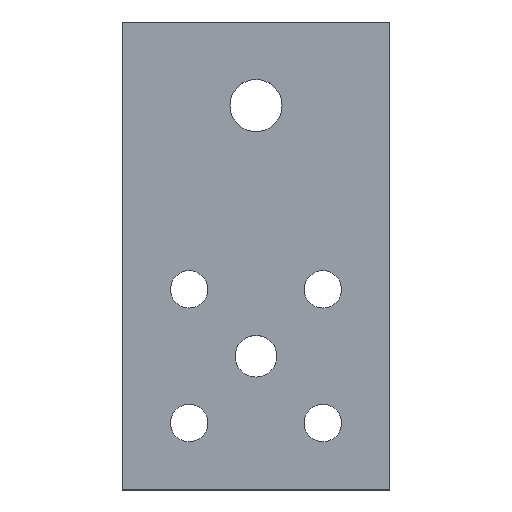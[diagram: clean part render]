
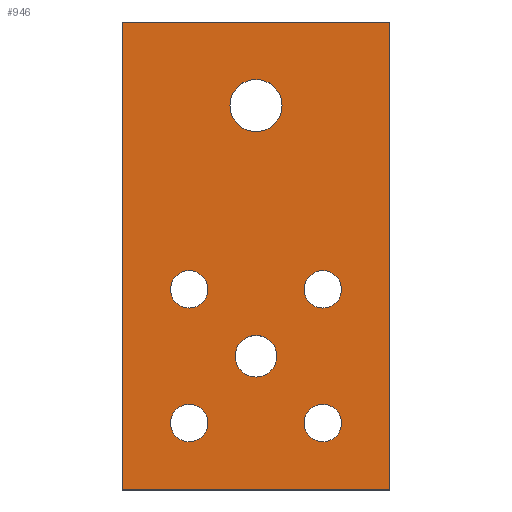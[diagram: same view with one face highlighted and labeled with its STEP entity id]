
A CAD part, top view. The second image highlights one B-rep face of the part: STEP entity #946.
In plain terms, the highlighted planar face has unit normal (0, 0, 1).
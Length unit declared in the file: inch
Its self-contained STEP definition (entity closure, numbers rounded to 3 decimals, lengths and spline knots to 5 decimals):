
#78=CARTESIAN_POINT('',(0.695,2.375,0.));
#79=VERTEX_POINT('',#78);
#95=CARTESIAN_POINT('',(0.305,2.375,0.));
#96=VERTEX_POINT('',#95);
#103=CARTESIAN_POINT('',(0.5,2.375,0.));
#104=DIRECTION('',(0.0,0.0,-1.0));
#105=DIRECTION('',(1.0,0.0,0.0));
#106=AXIS2_PLACEMENT_3D('',#103,#104,#105);
#107=CIRCLE('',#106,0.195);
#108=EDGE_CURVE('',#79,#96,#107,.T.);
#118=CARTESIAN_POINT('',(0.656,0.5,0.));
#119=VERTEX_POINT('',#118);
#128=CARTESIAN_POINT('',(0.344,0.5,0.));
#129=VERTEX_POINT('',#128);
#130=CARTESIAN_POINT('',(0.5,0.5,0.));
#131=DIRECTION('',(0.0,0.0,-1.0));
#132=DIRECTION('',(1.0,0.0,0.0));
#133=AXIS2_PLACEMENT_3D('',#130,#131,#132);
#134=CIRCLE('',#133,0.156);
#135=EDGE_CURVE('',#129,#119,#134,.T.);
#162=CARTESIAN_POINT('',(0.14,0.0,0.));
#163=VERTEX_POINT('',#162);
#179=CARTESIAN_POINT('',(-0.14,0.,0.));
#180=VERTEX_POINT('',#179);
#187=CARTESIAN_POINT('',(0.0,0.0,0.0));
#188=DIRECTION('',(0.0,0.0,-1.0));
#189=DIRECTION('',(1.0,0.0,0.0));
#190=AXIS2_PLACEMENT_3D('',#187,#188,#189);
#191=CIRCLE('',#190,0.14);
#192=EDGE_CURVE('',#163,#180,#191,.T.);
#246=CARTESIAN_POINT('',(0.14,1.0,0.));
#247=VERTEX_POINT('',#246);
#263=CARTESIAN_POINT('',(-0.14,1.0,0.));
#264=VERTEX_POINT('',#263);
#271=CARTESIAN_POINT('',(0.,1.0,0.));
#272=DIRECTION('',(0.0,0.0,-1.0));
#273=DIRECTION('',(1.0,0.0,0.0));
#274=AXIS2_PLACEMENT_3D('',#271,#272,#273);
#275=CIRCLE('',#274,0.14);
#276=EDGE_CURVE('',#247,#264,#275,.T.);
#330=CARTESIAN_POINT('',(1.14,1.0,0.));
#331=VERTEX_POINT('',#330);
#347=CARTESIAN_POINT('',(0.86,1.0,0.));
#348=VERTEX_POINT('',#347);
#355=CARTESIAN_POINT('',(1.0,1.0,0.));
#356=DIRECTION('',(0.0,0.0,-1.0));
#357=DIRECTION('',(1.0,0.0,0.0));
#358=AXIS2_PLACEMENT_3D('',#355,#356,#357);
#359=CIRCLE('',#358,0.14);
#360=EDGE_CURVE('',#331,#348,#359,.T.);
#414=CARTESIAN_POINT('',(1.14,0.0,0.));
#415=VERTEX_POINT('',#414);
#431=CARTESIAN_POINT('',(0.86,0.,0.));
#432=VERTEX_POINT('',#431);
#439=CARTESIAN_POINT('',(1.0,0.0,0.));
#440=DIRECTION('',(0.0,0.0,-1.0));
#441=DIRECTION('',(1.0,0.0,0.0));
#442=AXIS2_PLACEMENT_3D('',#439,#440,#441);
#443=CIRCLE('',#442,0.14);
#444=EDGE_CURVE('',#415,#432,#443,.T.);
#541=CARTESIAN_POINT('',(1.0,0.0,0.));
#542=DIRECTION('',(0.0,0.0,-1.0));
#543=DIRECTION('',(1.0,0.0,0.0));
#544=AXIS2_PLACEMENT_3D('',#541,#542,#543);
#545=CIRCLE('',#544,0.14);
#546=EDGE_CURVE('',#432,#415,#545,.T.);
#603=CARTESIAN_POINT('',(1.0,1.0,0.));
#604=DIRECTION('',(0.0,0.0,-1.0));
#605=DIRECTION('',(1.0,0.0,0.0));
#606=AXIS2_PLACEMENT_3D('',#603,#604,#605);
#607=CIRCLE('',#606,0.14);
#608=EDGE_CURVE('',#348,#331,#607,.T.);
#665=CARTESIAN_POINT('',(0.,1.0,0.));
#666=DIRECTION('',(0.0,0.0,-1.0));
#667=DIRECTION('',(1.0,0.0,0.0));
#668=AXIS2_PLACEMENT_3D('',#665,#666,#667);
#669=CIRCLE('',#668,0.14);
#670=EDGE_CURVE('',#264,#247,#669,.T.);
#727=CARTESIAN_POINT('',(0.0,0.0,0.0));
#728=DIRECTION('',(0.0,0.0,-1.0));
#729=DIRECTION('',(1.0,0.0,0.0));
#730=AXIS2_PLACEMENT_3D('',#727,#728,#729);
#731=CIRCLE('',#730,0.14);
#732=EDGE_CURVE('',#180,#163,#731,.T.);
#753=CARTESIAN_POINT('',(0.5,0.5,0.));
#754=DIRECTION('',(0.0,0.0,-1.0));
#755=DIRECTION('',(1.0,0.0,0.0));
#756=AXIS2_PLACEMENT_3D('',#753,#754,#755);
#757=CIRCLE('',#756,0.156);
#758=EDGE_CURVE('',#119,#129,#757,.T.);
#769=CARTESIAN_POINT('',(0.5,2.375,0.));
#770=DIRECTION('',(0.0,0.0,-1.0));
#771=DIRECTION('',(1.0,0.0,0.0));
#772=AXIS2_PLACEMENT_3D('',#769,#770,#771);
#773=CIRCLE('',#772,0.195);
#774=EDGE_CURVE('',#96,#79,#773,.T.);
#802=CARTESIAN_POINT('',(-0.5,-0.5,0.));
#803=VERTEX_POINT('',#802);
#810=CARTESIAN_POINT('',(-0.5,3.0,0.));
#811=VERTEX_POINT('',#810);
#812=CARTESIAN_POINT('',(-0.5,-0.5,0.));
#813=DIRECTION('',(0.0,1.0,0.0));
#814=VECTOR('',#813,3.5);
#815=LINE('',#812,#814);
#816=EDGE_CURVE('',#803,#811,#815,.T.);
#840=CARTESIAN_POINT('',(1.5,-0.5,0.));
#841=VERTEX_POINT('',#840);
#848=CARTESIAN_POINT('',(1.5,-0.5,0.));
#849=DIRECTION('',(-1.0,0.0,0.0));
#850=VECTOR('',#849,2.0);
#851=LINE('',#848,#850);
#852=EDGE_CURVE('',#841,#803,#851,.T.);
#871=CARTESIAN_POINT('',(1.5,3.0,0.));
#872=VERTEX_POINT('',#871);
#879=CARTESIAN_POINT('',(1.5,3.0,0.));
#880=DIRECTION('',(0.0,-1.0,0.0));
#881=VECTOR('',#880,3.5);
#882=LINE('',#879,#881);
#883=EDGE_CURVE('',#872,#841,#882,.T.);
#901=CARTESIAN_POINT('',(-0.5,3.0,0.));
#902=DIRECTION('',(1.0,0.0,0.0));
#903=VECTOR('',#902,2.0);
#904=LINE('',#901,#903);
#905=EDGE_CURVE('',#811,#872,#904,.T.);
#911=CARTESIAN_POINT('',(0.5,1.25,0.));
#912=DIRECTION('',(0.0,0.0,1.0));
#913=DIRECTION('',(-1.0,0.0,0.0));
#914=AXIS2_PLACEMENT_3D('',#911,#912,#913);
#915=PLANE('',#914);
#916=ORIENTED_EDGE('',*,*,#905,.F.);
#917=ORIENTED_EDGE('',*,*,#816,.F.);
#918=ORIENTED_EDGE('',*,*,#852,.F.);
#919=ORIENTED_EDGE('',*,*,#883,.F.);
#920=EDGE_LOOP('',(#916,#917,#918,#919));
#921=FACE_OUTER_BOUND('',#920,.T.);
#922=ORIENTED_EDGE('',*,*,#444,.T.);
#923=ORIENTED_EDGE('',*,*,#546,.T.);
#924=EDGE_LOOP('',(#922,#923));
#925=FACE_BOUND('',#924,.T.);
#926=ORIENTED_EDGE('',*,*,#360,.T.);
#927=ORIENTED_EDGE('',*,*,#608,.T.);
#928=EDGE_LOOP('',(#926,#927));
#929=FACE_BOUND('',#928,.T.);
#930=ORIENTED_EDGE('',*,*,#276,.T.);
#931=ORIENTED_EDGE('',*,*,#670,.T.);
#932=EDGE_LOOP('',(#930,#931));
#933=FACE_BOUND('',#932,.T.);
#934=ORIENTED_EDGE('',*,*,#192,.T.);
#935=ORIENTED_EDGE('',*,*,#732,.T.);
#936=EDGE_LOOP('',(#934,#935));
#937=FACE_BOUND('',#936,.T.);
#938=ORIENTED_EDGE('',*,*,#758,.T.);
#939=ORIENTED_EDGE('',*,*,#135,.T.);
#940=EDGE_LOOP('',(#938,#939));
#941=FACE_BOUND('',#940,.T.);
#942=ORIENTED_EDGE('',*,*,#108,.T.);
#943=ORIENTED_EDGE('',*,*,#774,.T.);
#944=EDGE_LOOP('',(#942,#943));
#945=FACE_BOUND('',#944,.T.);
#946=ADVANCED_FACE('',(#921,#925,#929,#933,#937,#941,#945),#915,.T.);
